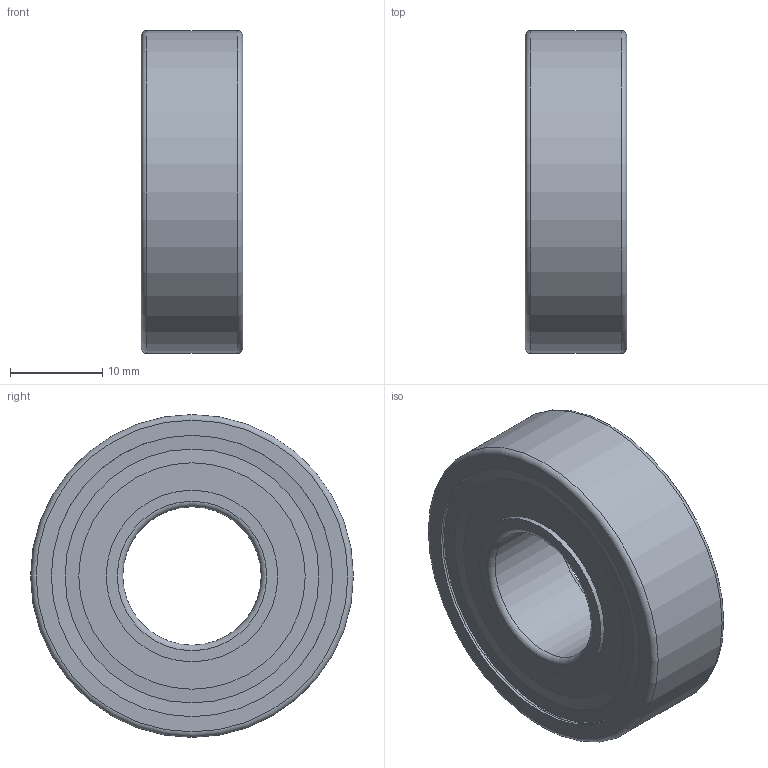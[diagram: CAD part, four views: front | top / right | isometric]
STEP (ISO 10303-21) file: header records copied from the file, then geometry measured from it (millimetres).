
FILE_DESCRIPTION(/* description */ (''),/* implementation_level */ '2;1');
FILE_NAME(/* name */ 'Rillenkugellager_15x35x11 v1.step',/* time_stamp */ '2020-03-23T00:27:33+01:00',/* author */ (''),/* organization */ (''),/* preprocessor_version */ 'ST-DEVELOPER v18',/* originating_system */ 'Autodesk Translation Framework v8.12.0.6',/* authorisation */ '');
FILE_SCHEMA (('AUTOMOTIVE_DESIGN { 1 0 10303 214 3 1 1 }'));
Length unit declared in the file: millimetre
Products named in the file (5): Rillenkugellager_15x35x11; _6202-2RSL_PART1; _6202-2RSL_PART2; _6202-2RSL_PART3; _6202-2RSL_PART4
Assembly tree (18 placements, depth 2):
  Rillenkugellager_15x35x11
    _6202-2RSL_PART1
    _6202-2RSL_PART2
    _6202-2RSL_PART3  x8
    _6202-2RSL_PART4  x8
Bounding box: 11 x 35 x 35 mm (x, y, z)
Volume: 5754 mm3; surface area: 7250 mm2
Topology: 10 solids, 10 shells, 50 faces, 134 edges, 96 vertices
Faces by surface type: plane 12, cylinder 12, torus 10, cone 8, sphere 8
Full cylindrical faces by diameter (mm): 15 x1, 18.6 x2, 21.36 x2, 28.1 x2, 30.5 x4, 35 x1
Entity records: 1733 total; most frequent: DIRECTION 334, CARTESIAN_POINT 259, ORIENTED_EDGE 222, AXIS2_PLACEMENT_3D 157, EDGE_CURVE 111, CIRCLE 91, VERTEX_POINT 82, EDGE_LOOP 55
